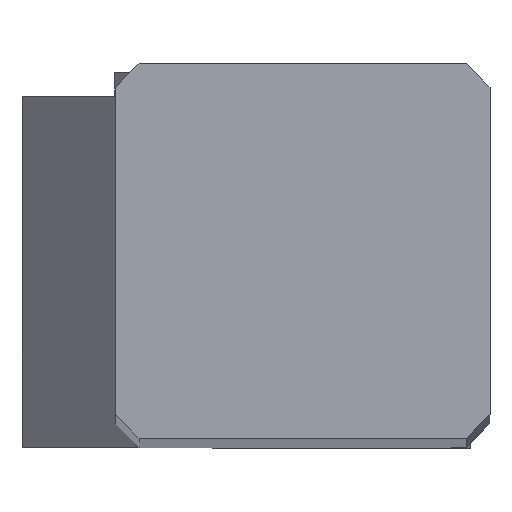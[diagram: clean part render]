
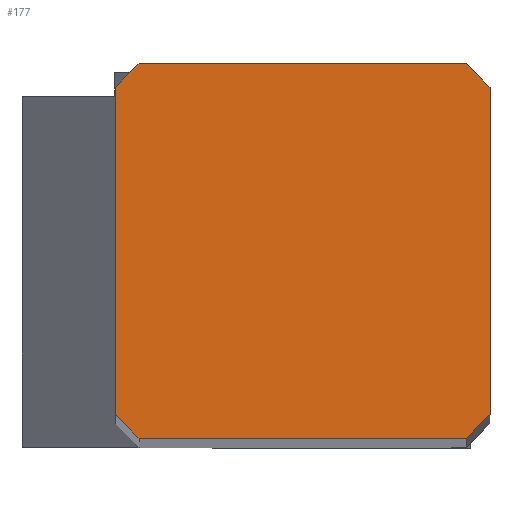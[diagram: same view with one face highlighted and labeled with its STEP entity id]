
A CAD part, top view. The second image highlights one B-rep face of the part: STEP entity #177.
In plain terms, the highlighted planar face has unit normal (0, 0, 1).
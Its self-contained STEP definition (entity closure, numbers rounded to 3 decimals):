
#118=FACE_OUTER_BOUND('',#271,.T.);
#177=ADVANCED_FACE('',(#118),#233,.T.);
#233=PLANE('',#1270);
#271=EDGE_LOOP('',(#492,#493,#494,#495,#496,#497,#498,#499));
#492=ORIENTED_EDGE('',*,*,#884,.F.);
#493=ORIENTED_EDGE('',*,*,#877,.T.);
#494=ORIENTED_EDGE('',*,*,#875,.F.);
#495=ORIENTED_EDGE('',*,*,#885,.T.);
#496=ORIENTED_EDGE('',*,*,#886,.F.);
#497=ORIENTED_EDGE('',*,*,#818,.T.);
#498=ORIENTED_EDGE('',*,*,#814,.T.);
#499=ORIENTED_EDGE('',*,*,#882,.T.);
#702=VERTEX_POINT('',#1710);
#703=VERTEX_POINT('',#1712);
#706=VERTEX_POINT('',#1720);
#745=VERTEX_POINT('',#1872);
#746=VERTEX_POINT('',#1874);
#747=VERTEX_POINT('',#1878);
#750=VERTEX_POINT('',#1888);
#751=VERTEX_POINT('',#1894);
#814=EDGE_CURVE('',#703,#702,#980,.T.);
#818=EDGE_CURVE('',#706,#703,#982,.T.);
#875=EDGE_CURVE('',#745,#746,#1027,.T.);
#877=EDGE_CURVE('',#747,#746,#1029,.T.);
#882=EDGE_CURVE('',#702,#750,#1034,.T.);
#884=EDGE_CURVE('',#747,#750,#1036,.T.);
#885=EDGE_CURVE('',#745,#751,#1037,.T.);
#886=EDGE_CURVE('',#706,#751,#1038,.T.);
#980=LINE('',#1711,#1075);
#982=LINE('',#1719,#1077);
#1027=LINE('',#1873,#1122);
#1029=LINE('',#1877,#1124);
#1034=LINE('',#1887,#1129);
#1036=LINE('',#1891,#1131);
#1037=LINE('',#1893,#1132);
#1038=LINE('',#1895,#1133);
#1075=VECTOR('',#1376,1.);
#1077=VECTOR('',#1384,1.);
#1122=VECTOR('',#1479,1.);
#1124=VECTOR('',#1483,1.);
#1129=VECTOR('',#1492,1.);
#1131=VECTOR('',#1496,1.);
#1132=VECTOR('',#1499,1.);
#1133=VECTOR('',#1500,1.);
#1270=AXIS2_PLACEMENT_3D('',#1896,#1501,#1502);
#1376=DIRECTION('',(1.,0.,0.));
#1384=DIRECTION('',(0.707,-0.707,0.));
#1479=DIRECTION('',(1.,0.,0.));
#1483=DIRECTION('',(-0.707,0.707,0.));
#1492=DIRECTION('',(0.707,0.707,0.));
#1496=DIRECTION('',(0.,-1.,0.));
#1499=DIRECTION('',(-0.707,-0.707,0.));
#1500=DIRECTION('',(0.,1.,0.));
#1501=DIRECTION('',(0.,0.,1.));
#1502=DIRECTION('',(-1.,0.,0.));
#1710=CARTESIAN_POINT('',(7.5,0.,0.));
#1711=CARTESIAN_POINT('',(0.5,0.,0.));
#1712=CARTESIAN_POINT('',(0.5,0.,0.));
#1719=CARTESIAN_POINT('',(0.,0.5,0.));
#1720=CARTESIAN_POINT('',(0.,0.5,0.));
#1872=CARTESIAN_POINT('',(0.5,8.,0.));
#1873=CARTESIAN_POINT('',(0.5,8.,0.));
#1874=CARTESIAN_POINT('',(7.5,8.,0.));
#1877=CARTESIAN_POINT('',(8.,7.5,0.));
#1878=CARTESIAN_POINT('',(8.,7.5,0.));
#1887=CARTESIAN_POINT('',(7.5,0.,0.));
#1888=CARTESIAN_POINT('',(8.,0.5,0.));
#1891=CARTESIAN_POINT('',(8.,7.5,0.));
#1893=CARTESIAN_POINT('',(0.5,8.,0.));
#1894=CARTESIAN_POINT('',(0.,7.5,0.));
#1895=CARTESIAN_POINT('',(0.,0.5,0.));
#1896=CARTESIAN_POINT('',(4.,4.,0.));
